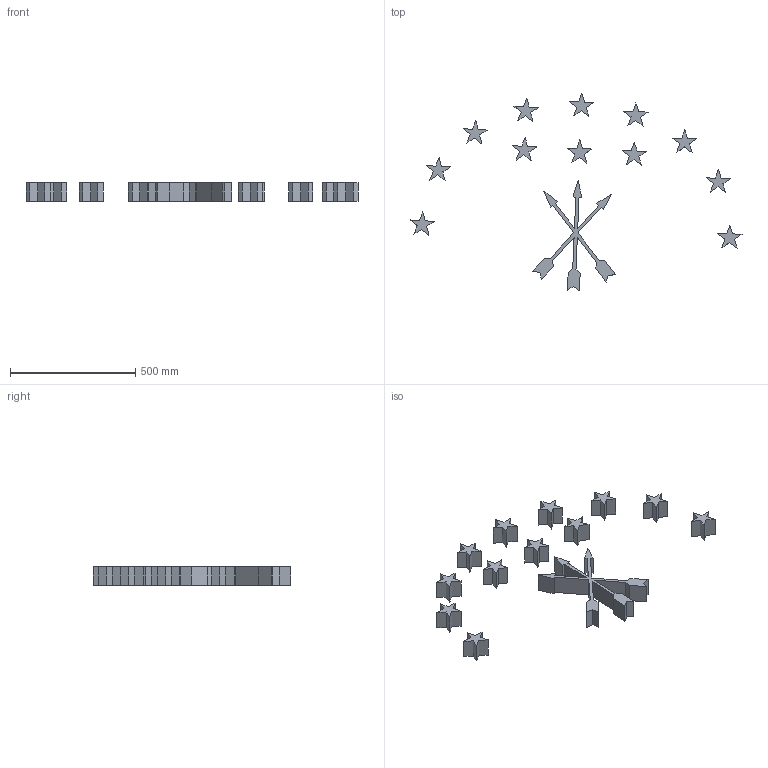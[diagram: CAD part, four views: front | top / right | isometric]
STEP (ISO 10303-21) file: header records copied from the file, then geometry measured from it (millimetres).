
FILE_DESCRIPTION(('FreeCAD Model'),'2;1');
FILE_NAME('Open CASCADE Shape Model','2025-05-04T13:24:09',('FreeCAD'),( 'FreeCAD'),'Open CASCADE STEP processor 7.6','FreeCAD','Unknown');
FILE_SCHEMA(('AUTOMOTIVE_DESIGN { 1 0 10303 214 1 1 1 1 }'));
Length unit declared in the file: millimetre
Products named in the file (1): Open CASCADE STEP translator 7.6 1
Bounding box: 1325.83 x 789.09 x 74.52 mm (x, y, z)
Volume: 4425874.5 mm3; surface area: 656543 mm2
Topology: 13 solids, 13 shells, 188 faces, 486 edges, 324 vertices
Faces by surface type: bspline 188
Entity records: 5110 total; most frequent: CARTESIAN_POINT 2049, ORIENTED_EDGE 972, EDGE_CURVE 486, B_SPLINE_CURVE_WITH_KNOTS 486, VERTEX_POINT 324, ADVANCED_FACE 188, FACE_BOUND 188, EDGE_LOOP 188
